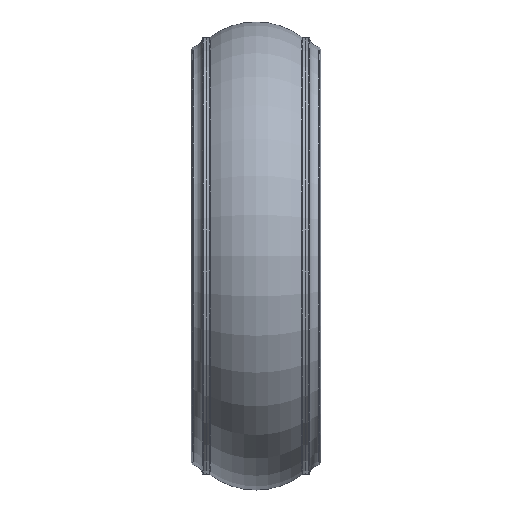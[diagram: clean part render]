
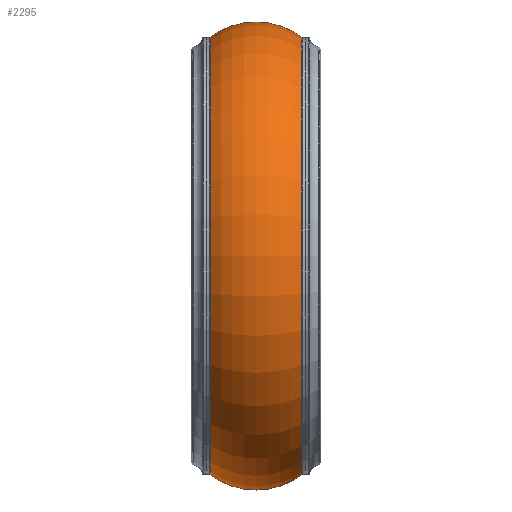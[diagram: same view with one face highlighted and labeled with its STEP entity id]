
A CAD part, top view. The second image highlights one B-rep face of the part: STEP entity #2295.
In plain terms, the highlighted toroidal (fillet/blend) face has major radius 60.3 mm and minor radius 29.7 mm.
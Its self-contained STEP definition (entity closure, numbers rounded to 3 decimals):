
#13 = DIRECTION ( 'NONE',  ( 0., 1., 0. ) ) ;
#319 = ORIENTED_EDGE ( 'NONE', *, *, #4645, .T. ) ;
#844 = CIRCLE ( 'NONE', #2182, 84.21 ) ;
#965 = CARTESIAN_POINT ( 'NONE',  ( 17.67, -174.21, 110. ) ) ;
#1304 = ORIENTED_EDGE ( 'NONE', *, *, #4377, .T. ) ;
#1318 = DIRECTION ( 'NONE',  ( 1., 0., 0. ) ) ;
#1383 = VERTEX_POINT ( 'NONE', #965 ) ;
#1568 = AXIS2_PLACEMENT_3D ( 'NONE', #2705, #3609, #1778 ) ;
#1682 = DIRECTION ( 'NONE',  ( -1., 0., 0. ) ) ;
#1778 = DIRECTION ( 'NONE',  ( 0., 0., -1. ) ) ;
#1843 = ORIENTED_EDGE ( 'NONE', *, *, #4164, .T. ) ;
#2108 = VERTEX_POINT ( 'NONE', #4437 ) ;
#2171 = AXIS2_PLACEMENT_3D ( 'NONE', #5129, #2584, #1682 ) ;
#2182 = AXIS2_PLACEMENT_3D ( 'NONE', #3044, #1318, #5211 ) ;
#2295 = ADVANCED_FACE ( 'NONE', ( #3094 ), #2980, .T. ) ;
#2373 = ORIENTED_EDGE ( 'NONE', *, *, #5466, .F. ) ;
#2408 = AXIS2_PLACEMENT_3D ( 'NONE', #5118, #5085, #3829 ) ;
#2572 = DIRECTION ( 'NONE',  ( 0., 0., 1. ) ) ;
#2584 = DIRECTION ( 'NONE',  ( 0., 0., 1. ) ) ;
#2705 = CARTESIAN_POINT ( 'NONE',  ( 0.052, -90., 110. ) ) ;
#2741 = AXIS2_PLACEMENT_3D ( 'NONE', #4668, #2572, #13 ) ;
#2980 = TOROIDAL_SURFACE ( 'NONE', #1568, 60.3, 29.7 ) ;
#3044 = CARTESIAN_POINT ( 'NONE',  ( 17.67, -90., 110. ) ) ;
#3094 = FACE_OUTER_BOUND ( 'NONE', #3538, .T. ) ;
#3538 = EDGE_LOOP ( 'NONE', ( #2373, #319, #1843, #1304 ) ) ;
#3609 = DIRECTION ( 'NONE',  ( 1., 0., 0. ) ) ;
#3678 = CIRCLE ( 'NONE', #2408, 84.21 ) ;
#3715 = CIRCLE ( 'NONE', #2741, 29.7 ) ;
#3829 = DIRECTION ( 'NONE',  ( 0., 1., 0. ) ) ;
#3986 = CARTESIAN_POINT ( 'NONE',  ( -17.566, -5.79, 110. ) ) ;
#4164 = EDGE_CURVE ( 'NONE', #5249, #2108, #3678, .T. ) ;
#4237 = CARTESIAN_POINT ( 'NONE',  ( 17.67, -5.79, 110. ) ) ;
#4377 = EDGE_CURVE ( 'NONE', #2108, #1383, #3715, .T. ) ;
#4437 = CARTESIAN_POINT ( 'NONE',  ( -17.566, -174.21, 110. ) ) ;
#4594 = VERTEX_POINT ( 'NONE', #4237 ) ;
#4645 = EDGE_CURVE ( 'NONE', #4594, #5249, #5477, .T. ) ;
#4668 = CARTESIAN_POINT ( 'NONE',  ( 0.052, -150.3, 110. ) ) ;
#5085 = DIRECTION ( 'NONE',  ( 1., 0., 0. ) ) ;
#5118 = CARTESIAN_POINT ( 'NONE',  ( -17.566, -90., 110. ) ) ;
#5129 = CARTESIAN_POINT ( 'NONE',  ( 0.052, -29.7, 110. ) ) ;
#5211 = DIRECTION ( 'NONE',  ( 0., 1., 0. ) ) ;
#5249 = VERTEX_POINT ( 'NONE', #3986 ) ;
#5466 = EDGE_CURVE ( 'NONE', #4594, #1383, #844, .T. ) ;
#5477 = CIRCLE ( 'NONE', #2171, 29.7 ) ;
